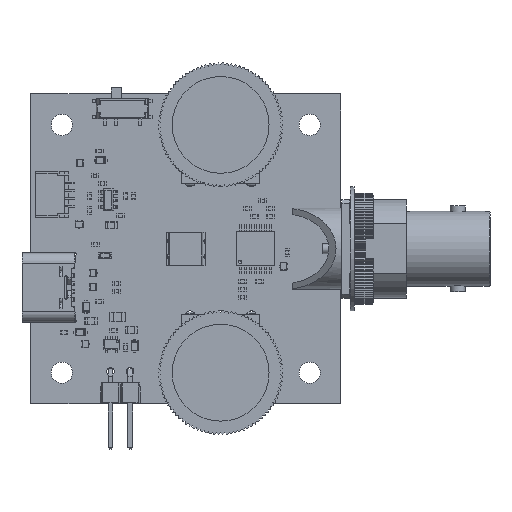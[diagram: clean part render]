
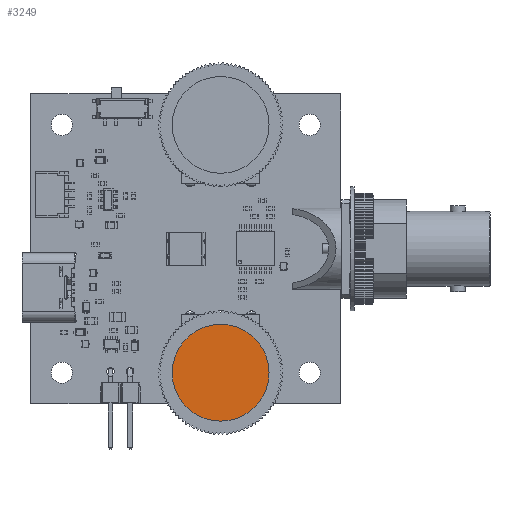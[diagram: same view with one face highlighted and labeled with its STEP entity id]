
A CAD part, top view. The second image highlights one B-rep face of the part: STEP entity #3249.
In plain terms, the highlighted planar face has unit normal (0, 0, 1).
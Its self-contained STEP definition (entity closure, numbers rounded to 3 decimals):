
#3223 = VERTEX_POINT('',#3224);
#3224 = CARTESIAN_POINT('',(6.25,2.5,2.9));
#3230 = EDGE_CURVE('',#3223,#3223,#3231,.T.);
#3231 = CIRCLE('',#3232,6.25);
#3232 = AXIS2_PLACEMENT_3D('',#3233,#3234,#3235);
#3233 = CARTESIAN_POINT('',(0.,2.5,2.9));
#3234 = DIRECTION('',(0.,0.,-1.));
#3235 = DIRECTION('',(-1.,0.,0.));
#3249 = ADVANCED_FACE('',(#3250),#3253,.T.);
#3250 = FACE_BOUND('',#3251,.T.);
#3251 = EDGE_LOOP('',(#3252));
#3252 = ORIENTED_EDGE('',*,*,#3230,.F.);
#3253 = PLANE('',#3254);
#3254 = AXIS2_PLACEMENT_3D('',#3255,#3256,#3257);
#3255 = CARTESIAN_POINT('',(0.,2.5,2.9));
#3256 = DIRECTION('',(0.,0.,1.));
#3257 = DIRECTION('',(-1.,0.,0.));
